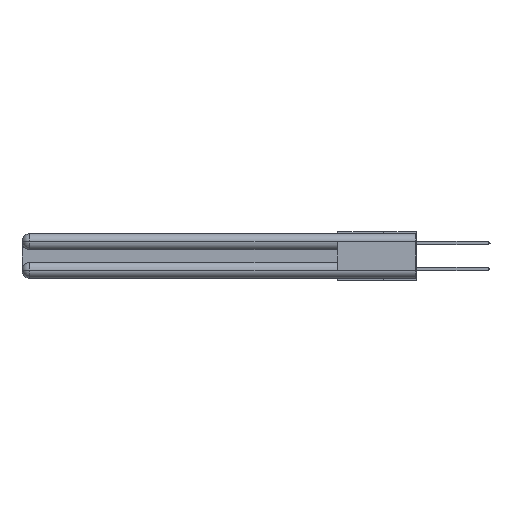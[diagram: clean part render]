
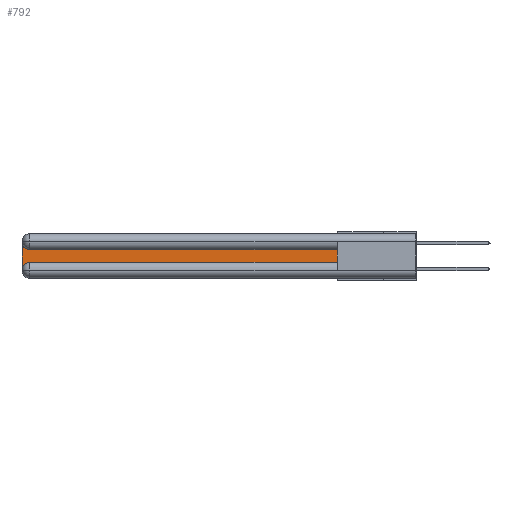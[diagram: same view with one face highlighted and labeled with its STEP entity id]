
A CAD part, left-side view. The second image highlights one B-rep face of the part: STEP entity #792.
In plain terms, the highlighted planar face has unit normal (-1, 0, 0).
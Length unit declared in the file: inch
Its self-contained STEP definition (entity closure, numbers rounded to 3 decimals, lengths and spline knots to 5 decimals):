
#149 = CIRCLE ( 'NONE', #21979, 0.06 ) ;
#792 = ADVANCED_FACE ( 'NONE', ( #20758 ), #7093, .F. ) ;
#1265 = DIRECTION ( 'NONE',  ( 0., -1., 0. ) ) ;
#1417 = CIRCLE ( 'NONE', #20665, 0.06 ) ;
#1778 = CARTESIAN_POINT ( 'NONE',  ( 0.075, 2.94, -0.2175 ) ) ;
#2132 = CARTESIAN_POINT ( 'NONE',  ( 0.075, 3., -0.2175 ) ) ;
#3773 = LINE ( 'NONE', #2132, #21286 ) ;
#4496 = CARTESIAN_POINT ( 'NONE',  ( 0.075, 3., -0.1225 ) ) ;
#5927 = CARTESIAN_POINT ( 'NONE',  ( 0.075, 3., -0.0625 ) ) ;
#6241 = EDGE_LOOP ( 'NONE', ( #25067, #12076, #21522, #6649, #15106, #7739 ) ) ;
#6244 = CARTESIAN_POINT ( 'NONE',  ( 0.075, 3., -0.2775 ) ) ;
#6649 = ORIENTED_EDGE ( 'NONE', *, *, #16184, .T. ) ;
#6797 = DIRECTION ( 'NONE',  ( 1., 0., 0. ) ) ;
#7093 = PLANE ( 'NONE',  #10308 ) ;
#7739 = ORIENTED_EDGE ( 'NONE', *, *, #23464, .T. ) ;
#8937 = CARTESIAN_POINT ( 'NONE',  ( 0.075, 2.94, -0.0625 ) ) ;
#9069 = CARTESIAN_POINT ( 'NONE',  ( 0.075, 2.94, -0.2775 ) ) ;
#9126 = DIRECTION ( 'NONE',  ( 1., 0., 0. ) ) ;
#10253 = VECTOR ( 'NONE', #1265, 39.37008 ) ;
#10308 = AXIS2_PLACEMENT_3D ( 'NONE', #4496, #6797, #15747 ) ;
#10432 = VERTEX_POINT ( 'NONE', #6244 ) ;
#12076 = ORIENTED_EDGE ( 'NONE', *, *, #21809, .T. ) ;
#12179 = VERTEX_POINT ( 'NONE', #27856 ) ;
#12855 = CARTESIAN_POINT ( 'NONE',  ( 0.075, 0.6, -0.1225 ) ) ;
#13548 = DIRECTION ( 'NONE',  ( 0., 1., 0. ) ) ;
#13865 = DIRECTION ( 'NONE',  ( 1., 0., 0. ) ) ;
#14023 = VERTEX_POINT ( 'NONE', #18927 ) ;
#14052 = DIRECTION ( 'NONE',  ( 0., 0., -1. ) ) ;
#15106 = ORIENTED_EDGE ( 'NONE', *, *, #25061, .T. ) ;
#15154 = LINE ( 'NONE', #18524, #27253 ) ;
#15747 = DIRECTION ( 'NONE',  ( 0., 0., -1. ) ) ;
#16184 = EDGE_CURVE ( 'NONE', #10432, #25346, #149, .T. ) ;
#16957 = VERTEX_POINT ( 'NONE', #5927 ) ;
#18524 = CARTESIAN_POINT ( 'NONE',  ( 0.075, 0.6, -0.1225 ) ) ;
#18927 = CARTESIAN_POINT ( 'NONE',  ( 0.075, 0.6, -0.2175 ) ) ;
#19333 = CARTESIAN_POINT ( 'NONE',  ( 0.075, 0.6, -0.2175 ) ) ;
#20501 = DIRECTION ( 'NONE',  ( 0., 0., -1. ) ) ;
#20580 = VECTOR ( 'NONE', #23252, 39.37008 ) ;
#20665 = AXIS2_PLACEMENT_3D ( 'NONE', #8937, #9126, #27322 ) ;
#20758 = FACE_OUTER_BOUND ( 'NONE', #6241, .T. ) ;
#21107 = CARTESIAN_POINT ( 'NONE',  ( 0.075, 0.6, -0.2175 ) ) ;
#21286 = VECTOR ( 'NONE', #20501, 39.37008 ) ;
#21314 = LINE ( 'NONE', #19333, #10253 ) ;
#21522 = ORIENTED_EDGE ( 'NONE', *, *, #23368, .T. ) ;
#21809 = EDGE_CURVE ( 'NONE', #12179, #16957, #1417, .T. ) ;
#21979 = AXIS2_PLACEMENT_3D ( 'NONE', #9069, #13865, #14052 ) ;
#22246 = VERTEX_POINT ( 'NONE', #12855 ) ;
#23252 = DIRECTION ( 'NONE',  ( 0., 0., 1. ) ) ;
#23368 = EDGE_CURVE ( 'NONE', #16957, #10432, #3773, .T. ) ;
#23464 = EDGE_CURVE ( 'NONE', #14023, #22246, #26249, .T. ) ;
#25061 = EDGE_CURVE ( 'NONE', #25346, #14023, #21314, .T. ) ;
#25067 = ORIENTED_EDGE ( 'NONE', *, *, #26077, .T. ) ;
#25346 = VERTEX_POINT ( 'NONE', #1778 ) ;
#26077 = EDGE_CURVE ( 'NONE', #22246, #12179, #15154, .T. ) ;
#26249 = LINE ( 'NONE', #21107, #20580 ) ;
#27253 = VECTOR ( 'NONE', #13548, 39.37008 ) ;
#27322 = DIRECTION ( 'NONE',  ( 0., 0., -1. ) ) ;
#27856 = CARTESIAN_POINT ( 'NONE',  ( 0.075, 2.94, -0.1225 ) ) ;
